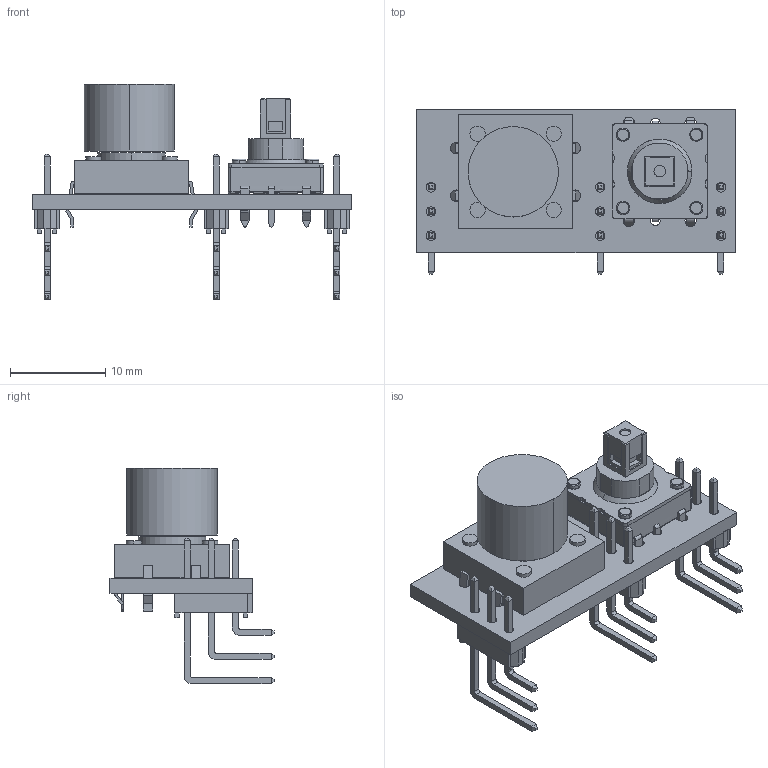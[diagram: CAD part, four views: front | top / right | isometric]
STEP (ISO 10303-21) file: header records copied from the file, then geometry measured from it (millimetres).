
FILE_DESCRIPTION(('KiCad electronic assembly'),'2;1');
FILE_NAME('panel.step','2021-11-22T21:08:06',('An Author'),('A Company') ,'Open CASCADE STEP processor 7.5','KiCad to STEP converter','Unknown' );
FILE_SCHEMA(('AUTOMOTIVE_DESIGN { 1 0 10303 214 1 1 1 1 }'));
Length unit declared in the file: millimetre
Products named in the file (10): Open CASCADE STEP translator 7.5 1; B3F_4000; COMPOUND; B32_1610; SOLID; skqucaa010; TSW-101-08-T-T-RA
Assembly tree (11 placements, depth 3):
  Open CASCADE STEP translator 7.5 1
    B3F_4000
      COMPOUND
    B32_1610
      SOLID
    skqucaa010
      SOLID
    TSW-101-08-T-T-RA  x3
      COMPOUND
    COMPOUND
Bounding box: 33.48 x 17.24 x 22.62 mm (x, y, z)
Volume: 2351.3 mm3; surface area: 3565.5 mm2
Topology: 11 solids, 15 shells, 799 faces, 1990 edges, 1270 vertices
Faces by surface type: plane 579, cylinder 198, bspline 14, cone 8
Full cylindrical faces by diameter (mm): 0.991 x2, 1 x9, 1.194 x4, 1.2 x4, 1.8 x2
Entity records: 40387 total; most frequent: CARTESIAN_POINT 8825, DIRECTION 5573, LINE 3465, VECTOR 3465, ORIENTED_EDGE 2876, PCURVE 2876, DEFINITIONAL_REPRESENTATION 2876, EDGE_CURVE 1438
